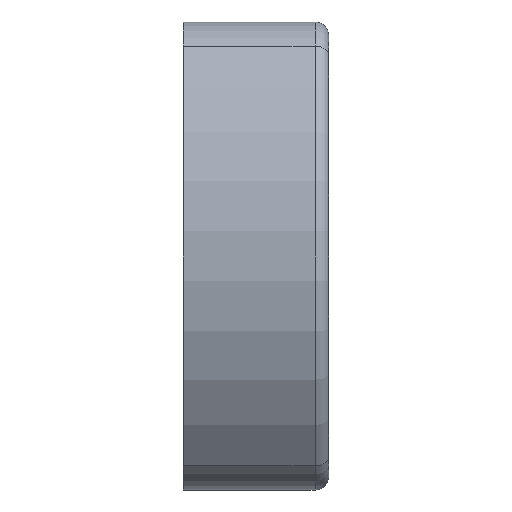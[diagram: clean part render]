
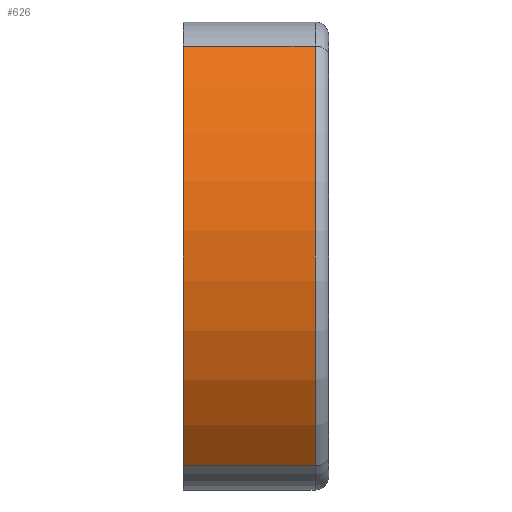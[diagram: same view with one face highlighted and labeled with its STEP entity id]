
A CAD part, front view. The second image highlights one B-rep face of the part: STEP entity #626.
In plain terms, the highlighted cylindrical face has radius 24.112 mm (diameter 48.224 mm), a partial arc.
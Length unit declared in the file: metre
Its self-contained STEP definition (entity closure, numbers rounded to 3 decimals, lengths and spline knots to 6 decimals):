
#25=CIRCLE('',#682,0.024112);
#26=CIRCLE('',#683,0.024112);
#56=CYLINDRICAL_SURFACE('',#681,0.024112);
#76=ORIENTED_EDGE('',*,*,#251,.F.);
#77=ORIENTED_EDGE('',*,*,#252,.T.);
#78=ORIENTED_EDGE('',*,*,#248,.T.);
#79=ORIENTED_EDGE('',*,*,#253,.T.);
#248=EDGE_CURVE('',#336,#337,#396,.T.);
#251=EDGE_CURVE('',#338,#339,#397,.T.);
#252=EDGE_CURVE('',#338,#336,#25,.F.);
#253=EDGE_CURVE('',#337,#339,#26,.T.);
#336=VERTEX_POINT('',#964);
#337=VERTEX_POINT('',#965);
#338=VERTEX_POINT('',#970);
#339=VERTEX_POINT('',#971);
#396=LINE('',#963,#448);
#397=LINE('',#969,#449);
#448=VECTOR('',#761,1.);
#449=VECTOR('',#768,1.);
#497=EDGE_LOOP('',(#76,#77,#78,#79));
#551=FACE_BOUND('',#497,.T.);
#626=ADVANCED_FACE('',(#551),#56,.T.);
#681=AXIS2_PLACEMENT_3D('',#968,#766,#767);
#682=AXIS2_PLACEMENT_3D('',#972,#769,#770);
#683=AXIS2_PLACEMENT_3D('',#973,#771,#772);
#761=DIRECTION('',(-1.,0.,0.));
#766=DIRECTION('',(-1.,0.,0.));
#767=DIRECTION('',(0.,0.,1.));
#768=DIRECTION('',(-1.,0.,0.));
#769=DIRECTION('',(1.,0.,0.));
#770=DIRECTION('',(0.,0.,-1.));
#771=DIRECTION('',(1.,0.,0.));
#772=DIRECTION('',(0.,0.,-1.));
#963=CARTESIAN_POINT('',(0.002,0.027353,-0.023787));
#964=CARTESIAN_POINT('',(0.001,0.027353,-0.023787));
#965=CARTESIAN_POINT('',(-0.00875,0.027353,-0.023787));
#968=CARTESIAN_POINT('',(0.002,0.045794,-0.039321));
#969=CARTESIAN_POINT('',(0.002,0.027353,-0.054855));
#970=CARTESIAN_POINT('',(0.001,0.027353,-0.054855));
#971=CARTESIAN_POINT('',(-0.00875,0.027353,-0.054855));
#972=CARTESIAN_POINT('',(0.001,0.045794,-0.039321));
#973=CARTESIAN_POINT('',(-0.00875,0.045794,-0.039321));
